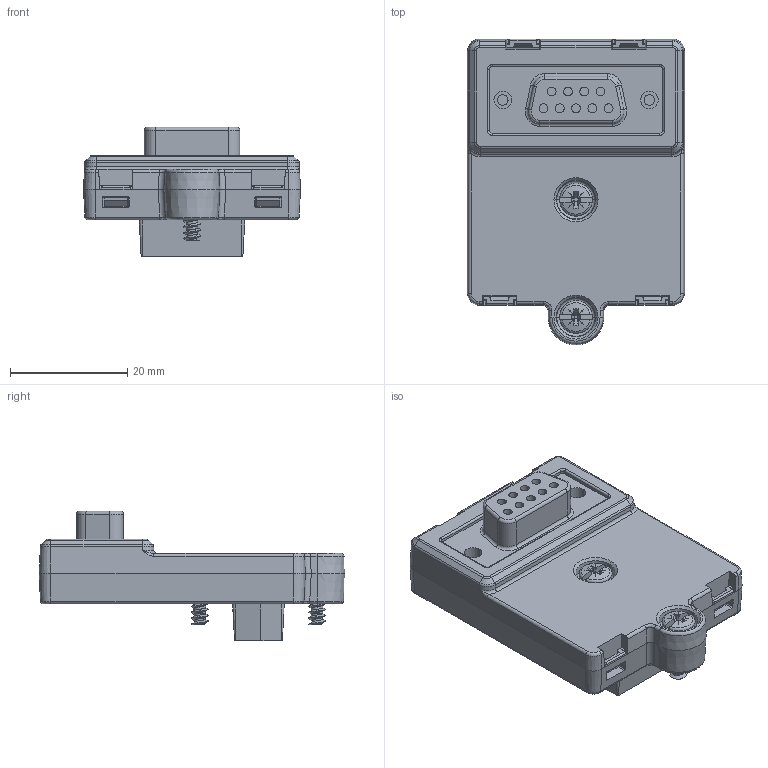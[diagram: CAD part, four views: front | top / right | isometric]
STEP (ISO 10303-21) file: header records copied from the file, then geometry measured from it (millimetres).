
FILE_DESCRIPTION((''),'2;1');
FILE_NAME('ADAPTER_GLCP_EMD_V01_ASM','2015-03-12T',('U242158'),('Danfoss Power Electronics'),'PRO/ENGINEER BY PARAMETRIC TECHNOLOGY CORPORATION, 2014000','PRO/ENGINEER BY PARAMETRIC TECHNOLOGY CORPORATION, 2014000','');
FILE_SCHEMA(('CONFIG_CONTROL_DESIGN','GEOMETRIC_VALIDATION_PROPERTIES_MIM'));
Products named in the file (17): 132B5707; 132B3305; 132B4399; 132B4398; 132B7082_20130513; CKF008016XXX-C0603_90000; CKF008016XXX-C0603_80000; CKF016032XXX-C1206_160000; I_SOT363-REFL_IPC__H011_110000; KF9_SUB_D_1-PIP_______H107_1070; MPAD-MPAD10ND_0; I_SO8_127-REFL_IPC__H020_175000; SYM_PCB_MARK-ANTISTATIC_0; RFF008016XXX005-R0603_50000; 132B7082_20130513_ASM; 132A0044; ADAPTER_GLCP_EMD_V01_ASM
Assembly tree (41 placements, depth 3):
  ADAPTER_GLCP_EMD_V01_ASM
    132B5707
    132B3305  x2
    132B4399
    132B4398
    132B7082_20130513_ASM
      132B7082_20130513
      CKF008016XXX-C0603_90000
      CKF008016XXX-C0603_80000  x5
      CKF016032XXX-C1206_160000  x4
      I_SOT363-REFL_IPC__H011_110000
      KF9_SUB_D_1-PIP_______H107_1070
      MPAD-MPAD10ND_0  x12
      I_SO8_127-REFL_IPC__H020_175000
      SYM_PCB_MARK-ANTISTATIC_0
      RFF008016XXX005-R0603_50000  x7
    132A0044
Bounding box: 37 x 52.15 x 22.1 mm (x, y, z)
Volume: 10981 mm3; surface area: 18077 mm2
Topology: 40 solids, 40 shells, 1769 faces, 4561 edges, 2958 vertices
Faces by surface type: plane 1033, cylinder 511, cone 85, bspline 62, torus 58, sphere 20
Entity records: 66120 total; most frequent: CARTESIAN_POINT 13382, ORIENTED_EDGE 7668, DIRECTION 7329, EDGE_CURVE 3834, PRESENTATION_STYLE_ASSIGNMENT 3807, STYLED_ITEM 3801, CURVE_STYLE 2846, VECTOR 2543
